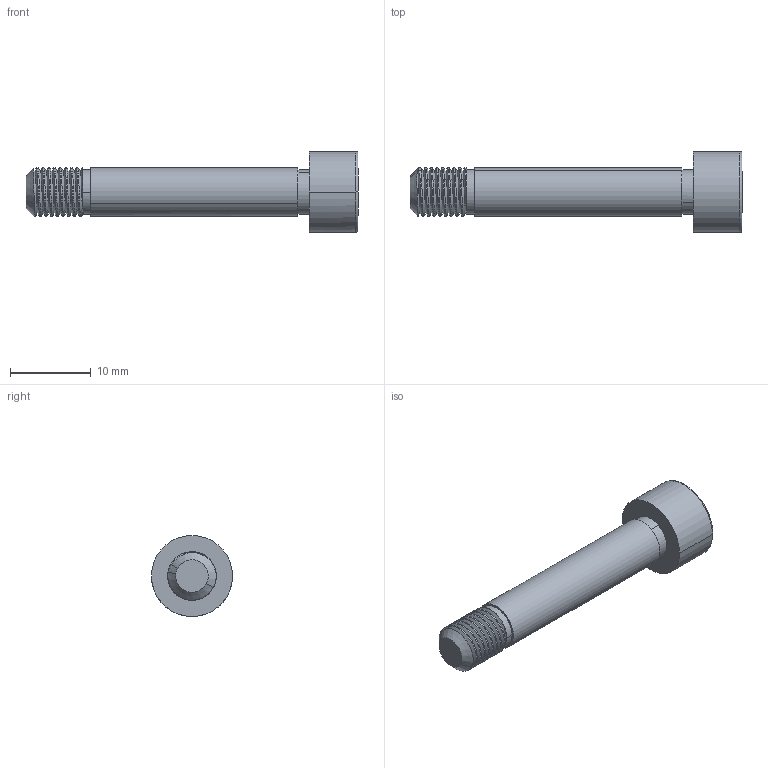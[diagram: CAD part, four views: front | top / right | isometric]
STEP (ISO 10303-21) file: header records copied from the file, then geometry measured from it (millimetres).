
FILE_DESCRIPTION(('CATIA V5 STEP Exchange'),'2;1');
FILE_NAME('AEGT201.stp','2017-07-06T00:27:29+00:00',('none'),('none'),'CATIA Version 5 Release 21 GA (IN-10)','CATIA V5 STEP AP203','none');
FILE_SCHEMA(('CONFIG_CONTROL_DESIGN'));
Length unit declared in the file: millimetre
Products named in the file (1): AEGT201
Bounding box: 41 x 10 x 10 mm (x, y, z)
Volume: 1345.3 mm3; surface area: 1120.3 mm2
Topology: 1 solids, 1 shells, 95 faces, 246 edges, 157 vertices
Faces by surface type: bspline 36, cylinder 33, plane 17, cone 6, torus 3
Entity records: 4432 total; most frequent: CARTESIAN_POINT 2583, ORIENTED_EDGE 492, EDGE_CURVE 246, DIRECTION 165, VERTEX_POINT 157, B_SPLINE_CURVE_WITH_KNOTS 151, EDGE_LOOP 99, ADVANCED_FACE 95
